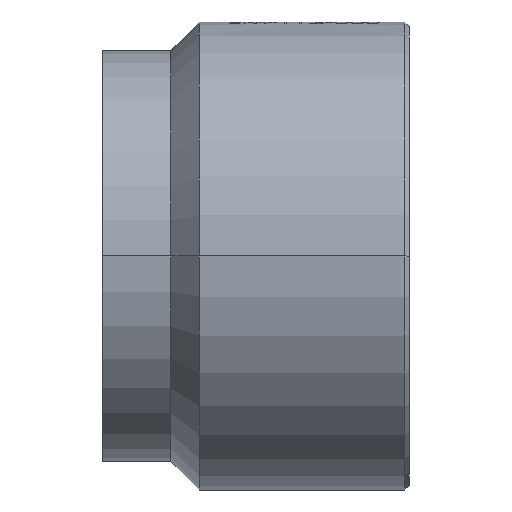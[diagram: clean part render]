
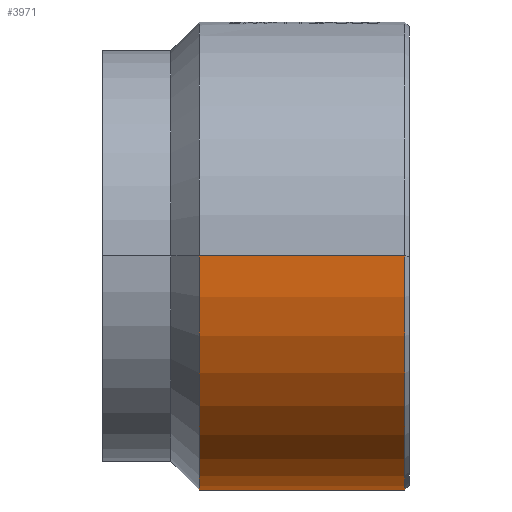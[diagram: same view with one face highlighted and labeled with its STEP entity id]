
A CAD part, front view. The second image highlights one B-rep face of the part: STEP entity #3971.
In plain terms, the highlighted cylindrical face has radius 27.5 mm (diameter 55 mm), a partial arc.
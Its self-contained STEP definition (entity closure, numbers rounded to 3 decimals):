
#18 = CARTESIAN_POINT ( 'NONE',  ( -24.65, 0., 0. ) ) ;
#427 = FACE_OUTER_BOUND ( 'NONE', #15984, .T. ) ;
#765 = CARTESIAN_POINT ( 'NONE',  ( -0.5, 27.5, 0. ) ) ;
#920 = EDGE_CURVE ( 'NONE', #17768, #16136, #1928, .T. ) ;
#1436 = AXIS2_PLACEMENT_3D ( 'NONE', #6462, #2210, #3632 ) ;
#1490 = CARTESIAN_POINT ( 'NONE',  ( -24.65, 27.5, 0. ) ) ;
#1566 = CYLINDRICAL_SURFACE ( 'NONE', #1436, 27.5 ) ;
#1648 = VECTOR ( 'NONE', #9048, 1000. ) ;
#1928 = CIRCLE ( 'NONE', #3741, 27.5 ) ;
#2210 = DIRECTION ( 'NONE',  ( 1., 0., 0. ) ) ;
#2509 = CARTESIAN_POINT ( 'NONE',  ( -24.65, -27.5, 0. ) ) ;
#3043 = DIRECTION ( 'NONE',  ( 0., 1., 0. ) ) ;
#3452 = DIRECTION ( 'NONE',  ( 1., 0., 0. ) ) ;
#3632 = DIRECTION ( 'NONE',  ( 0., 1., 0. ) ) ;
#3741 = AXIS2_PLACEMENT_3D ( 'NONE', #18, #8816, #3043 ) ;
#3971 = ADVANCED_FACE ( 'NONE', ( #427 ), #1566, .T. ) ;
#4558 = LINE ( 'NONE', #5897, #16306 ) ;
#4707 = DIRECTION ( 'NONE',  ( -1., 0., 0. ) ) ;
#5897 = CARTESIAN_POINT ( 'NONE',  ( 0., 27.5, 0. ) ) ;
#6462 = CARTESIAN_POINT ( 'NONE',  ( 0., 0., 0. ) ) ;
#7015 = CARTESIAN_POINT ( 'NONE',  ( -0.5, -27.5, 0. ) ) ;
#7091 = AXIS2_PLACEMENT_3D ( 'NONE', #17238, #4707, #15820 ) ;
#8144 = EDGE_CURVE ( 'NONE', #16136, #11746, #4558, .T. ) ;
#8816 = DIRECTION ( 'NONE',  ( 1., 0., 0. ) ) ;
#8924 = EDGE_CURVE ( 'NONE', #11746, #15311, #13530, .T. ) ;
#9048 = DIRECTION ( 'NONE',  ( 1., 0., 0. ) ) ;
#9288 = LINE ( 'NONE', #17797, #1648 ) ;
#9955 = ORIENTED_EDGE ( 'NONE', *, *, #12024, .F. ) ;
#11746 = VERTEX_POINT ( 'NONE', #765 ) ;
#12024 = EDGE_CURVE ( 'NONE', #17768, #15311, #9288, .T. ) ;
#12218 = ORIENTED_EDGE ( 'NONE', *, *, #920, .T. ) ;
#12599 = ORIENTED_EDGE ( 'NONE', *, *, #8144, .T. ) ;
#13530 = CIRCLE ( 'NONE', #7091, 27.5 ) ;
#14663 = ORIENTED_EDGE ( 'NONE', *, *, #8924, .T. ) ;
#15311 = VERTEX_POINT ( 'NONE', #7015 ) ;
#15820 = DIRECTION ( 'NONE',  ( 0., 1., 0. ) ) ;
#15984 = EDGE_LOOP ( 'NONE', ( #9955, #12218, #12599, #14663 ) ) ;
#16136 = VERTEX_POINT ( 'NONE', #1490 ) ;
#16306 = VECTOR ( 'NONE', #3452, 1000. ) ;
#17238 = CARTESIAN_POINT ( 'NONE',  ( -0.5, 0., 0. ) ) ;
#17768 = VERTEX_POINT ( 'NONE', #2509 ) ;
#17797 = CARTESIAN_POINT ( 'NONE',  ( 0., -27.5, 0. ) ) ;
